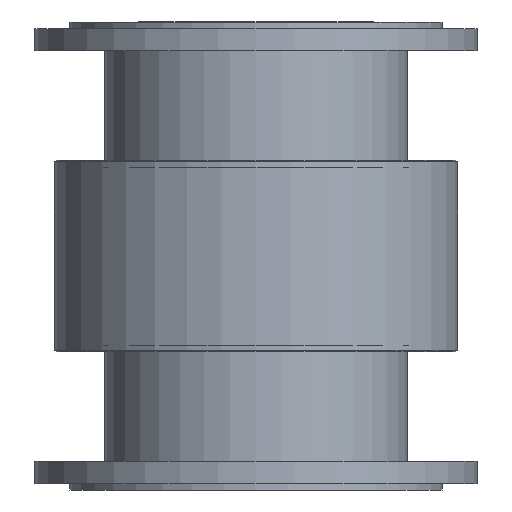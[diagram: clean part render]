
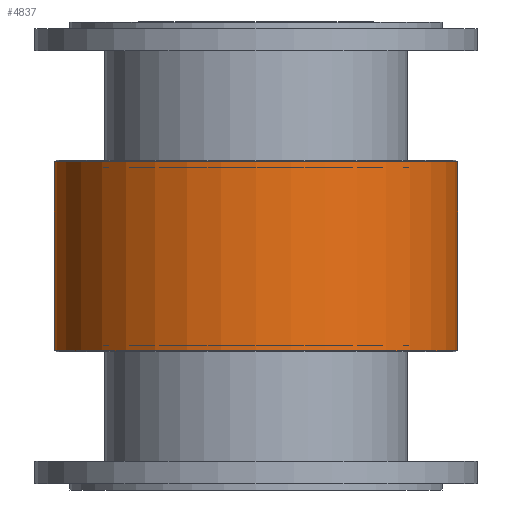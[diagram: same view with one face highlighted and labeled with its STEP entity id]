
A CAD part, front view. The second image highlights one B-rep face of the part: STEP entity #4837.
In plain terms, the highlighted cylindrical face has radius 237 mm (diameter 474 mm), a full revolution.
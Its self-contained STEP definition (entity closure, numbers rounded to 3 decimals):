
#193=B_SPLINE_CURVE_WITH_KNOTS('',3,(#7331,#7332,#7333,#7334,#7335,#7336,
#7337,#7338,#7339,#7340,#7341,#7342,#7343,#7344,#7345,#7346,#7347,#7348,
#7349,#7350,#7351,#7352,#7353,#7354,#7355,#7356,#7357,#7358,#7359,#7360,
#7361,#7362,#7363,#7364),.UNSPECIFIED.,.F.,.F.,(4,2,2,2,2,2,2,2,2,2,2,2,
2,2,2,2,4),(0.,0.377,0.754,1.131,1.508,
1.884,2.261,2.638,3.015,3.392,
3.769,4.146,4.523,4.899,5.276,
5.653,6.03),.UNSPECIFIED.);
#194=B_SPLINE_CURVE_WITH_KNOTS('',3,(#7365,#7366,#7367,#7368,#7369,#7370,
#7371,#7372,#7373,#7374,#7375,#7376,#7377,#7378,#7379,#7380,#7381,#7382,
#7383,#7384,#7385,#7386,#7387,#7388,#7389,#7390,#7391,#7392,#7393,#7394,
#7395,#7396,#7397,#7398),.UNSPECIFIED.,.F.,.F.,(4,2,2,2,2,2,2,2,2,2,2,2,
2,2,2,2,4),(6.03,6.407,6.784,7.161,
7.538,7.914,8.291,8.668,9.045,
9.422,9.799,10.176,10.553,10.929,
11.306,11.683,12.06),.UNSPECIFIED.);
#217=FACE_BOUND('',#738,.T.);
#442=FACE_OUTER_BOUND('',#737,.T.);
#737=EDGE_LOOP('',(#3083,#3084,#3085,#3086));
#738=EDGE_LOOP('',(#3087,#3088));
#1144=LINE('',#7407,#1379);
#1379=VECTOR('',#5811,237.);
#1618=CIRCLE('',#5159,237.);
#1619=CIRCLE('',#5162,237.);
#1939=VERTEX_POINT('',#7328);
#1940=VERTEX_POINT('',#7330);
#1941=VERTEX_POINT('',#7400);
#1942=VERTEX_POINT('',#7405);
#2384=EDGE_CURVE('',#1940,#1939,#193,.T.);
#2385=EDGE_CURVE('',#1939,#1940,#194,.T.);
#2386=EDGE_CURVE('',#1941,#1941,#1618,.T.);
#2388=EDGE_CURVE('',#1942,#1942,#1619,.T.);
#2389=EDGE_CURVE('',#1942,#1941,#1144,.T.);
#3083=ORIENTED_EDGE('',*,*,#2388,.F.);
#3084=ORIENTED_EDGE('',*,*,#2389,.T.);
#3085=ORIENTED_EDGE('',*,*,#2386,.F.);
#3086=ORIENTED_EDGE('',*,*,#2389,.F.);
#3087=ORIENTED_EDGE('',*,*,#2384,.T.);
#3088=ORIENTED_EDGE('',*,*,#2385,.T.);
#4407=CYLINDRICAL_SURFACE('',#5161,237.);
#4837=ADVANCED_FACE('',(#442,#217),#4407,.T.);
#5159=AXIS2_PLACEMENT_3D('',#7401,#5802,#5803);
#5161=AXIS2_PLACEMENT_3D('',#7404,#5807,#5808);
#5162=AXIS2_PLACEMENT_3D('',#7406,#5809,#5810);
#5802=DIRECTION('center_axis',(0.,0.,-1.));
#5803=DIRECTION('ref_axis',(1.,0.,0.));
#5807=DIRECTION('center_axis',(0.,0.,1.));
#5808=DIRECTION('ref_axis',(1.,0.,0.));
#5809=DIRECTION('center_axis',(0.,0.,1.));
#5810=DIRECTION('ref_axis',(1.,0.,0.));
#5811=DIRECTION('',(0.,0.,-1.));
#7328=CARTESIAN_POINT('',(2.037,240.126,0.));
#7330=CARTESIAN_POINT('',(-37.963,240.126,0.));
#7331=CARTESIAN_POINT('Ctrl Pts',(-37.963,240.126,0.));
#7332=CARTESIAN_POINT('Ctrl Pts',(-37.963,240.126,-1.256));
#7333=CARTESIAN_POINT('Ctrl Pts',(-37.843,240.136,-2.555));
#7334=CARTESIAN_POINT('Ctrl Pts',(-37.336,240.178,-5.139));
#7335=CARTESIAN_POINT('Ctrl Pts',(-36.95,240.21,-6.424));
#7336=CARTESIAN_POINT('Ctrl Pts',(-35.929,240.29,-8.887));
#7337=CARTESIAN_POINT('Ctrl Pts',(-35.294,240.338,-10.068));
#7338=CARTESIAN_POINT('Ctrl Pts',(-33.825,240.441,-12.252));
#7339=CARTESIAN_POINT('Ctrl Pts',(-32.992,240.496,-13.255));
#7340=CARTESIAN_POINT('Ctrl Pts',(-31.217,240.602,-15.03));
#7341=CARTESIAN_POINT('Ctrl Pts',(-30.215,240.657,-15.863));
#7342=CARTESIAN_POINT('Ctrl Pts',(-28.031,240.76,-17.331));
#7343=CARTESIAN_POINT('Ctrl Pts',(-26.85,240.808,-17.967));
#7344=CARTESIAN_POINT('Ctrl Pts',(-24.386,240.887,-18.987));
#7345=CARTESIAN_POINT('Ctrl Pts',(-23.102,240.919,-19.373));
#7346=CARTESIAN_POINT('Ctrl Pts',(-20.518,240.961,-19.88));
#7347=CARTESIAN_POINT('Ctrl Pts',(-19.219,240.971,-20.));
#7348=CARTESIAN_POINT('Ctrl Pts',(-16.707,240.971,-20.));
#7349=CARTESIAN_POINT('Ctrl Pts',(-15.408,240.961,-19.88));
#7350=CARTESIAN_POINT('Ctrl Pts',(-12.824,240.919,-19.373));
#7351=CARTESIAN_POINT('Ctrl Pts',(-11.539,240.887,-18.987));
#7352=CARTESIAN_POINT('Ctrl Pts',(-9.076,240.808,-17.967));
#7353=CARTESIAN_POINT('Ctrl Pts',(-7.895,240.76,-17.331));
#7354=CARTESIAN_POINT('Ctrl Pts',(-5.711,240.657,-15.863));
#7355=CARTESIAN_POINT('Ctrl Pts',(-4.708,240.602,-15.03));
#7356=CARTESIAN_POINT('Ctrl Pts',(-2.933,240.496,-13.255));
#7357=CARTESIAN_POINT('Ctrl Pts',(-2.1,240.441,-12.252));
#7358=CARTESIAN_POINT('Ctrl Pts',(-0.632,240.338,-10.068));
#7359=CARTESIAN_POINT('Ctrl Pts',(0.004,240.29,
-8.887));
#7360=CARTESIAN_POINT('Ctrl Pts',(1.024,240.21,-6.424));
#7361=CARTESIAN_POINT('Ctrl Pts',(1.41,240.178,-5.139));
#7362=CARTESIAN_POINT('Ctrl Pts',(1.917,240.136,-2.555));
#7363=CARTESIAN_POINT('Ctrl Pts',(2.037,240.126,-1.256));
#7364=CARTESIAN_POINT('Ctrl Pts',(2.037,240.126,0.));
#7365=CARTESIAN_POINT('Ctrl Pts',(2.037,240.126,0.));
#7366=CARTESIAN_POINT('Ctrl Pts',(2.037,240.126,1.256));
#7367=CARTESIAN_POINT('Ctrl Pts',(1.917,240.136,2.555));
#7368=CARTESIAN_POINT('Ctrl Pts',(1.41,240.178,5.139));
#7369=CARTESIAN_POINT('Ctrl Pts',(1.024,240.21,6.424));
#7370=CARTESIAN_POINT('Ctrl Pts',(0.004,240.29,
8.887));
#7371=CARTESIAN_POINT('Ctrl Pts',(-0.632,240.338,10.068));
#7372=CARTESIAN_POINT('Ctrl Pts',(-2.1,240.441,12.252));
#7373=CARTESIAN_POINT('Ctrl Pts',(-2.933,240.496,13.255));
#7374=CARTESIAN_POINT('Ctrl Pts',(-4.708,240.602,15.03));
#7375=CARTESIAN_POINT('Ctrl Pts',(-5.711,240.657,15.863));
#7376=CARTESIAN_POINT('Ctrl Pts',(-7.895,240.76,17.331));
#7377=CARTESIAN_POINT('Ctrl Pts',(-9.076,240.808,17.967));
#7378=CARTESIAN_POINT('Ctrl Pts',(-11.539,240.887,18.987));
#7379=CARTESIAN_POINT('Ctrl Pts',(-12.824,240.919,19.373));
#7380=CARTESIAN_POINT('Ctrl Pts',(-15.408,240.961,19.88));
#7381=CARTESIAN_POINT('Ctrl Pts',(-16.707,240.971,20.));
#7382=CARTESIAN_POINT('Ctrl Pts',(-19.219,240.971,20.));
#7383=CARTESIAN_POINT('Ctrl Pts',(-20.518,240.961,19.88));
#7384=CARTESIAN_POINT('Ctrl Pts',(-23.102,240.919,19.373));
#7385=CARTESIAN_POINT('Ctrl Pts',(-24.386,240.887,18.987));
#7386=CARTESIAN_POINT('Ctrl Pts',(-26.85,240.808,17.967));
#7387=CARTESIAN_POINT('Ctrl Pts',(-28.031,240.76,17.331));
#7388=CARTESIAN_POINT('Ctrl Pts',(-30.215,240.657,15.863));
#7389=CARTESIAN_POINT('Ctrl Pts',(-31.217,240.602,15.03));
#7390=CARTESIAN_POINT('Ctrl Pts',(-32.992,240.496,13.255));
#7391=CARTESIAN_POINT('Ctrl Pts',(-33.825,240.441,12.252));
#7392=CARTESIAN_POINT('Ctrl Pts',(-35.294,240.338,10.068));
#7393=CARTESIAN_POINT('Ctrl Pts',(-35.929,240.29,8.887));
#7394=CARTESIAN_POINT('Ctrl Pts',(-36.95,240.21,6.424));
#7395=CARTESIAN_POINT('Ctrl Pts',(-37.336,240.178,5.139));
#7396=CARTESIAN_POINT('Ctrl Pts',(-37.843,240.136,2.555));
#7397=CARTESIAN_POINT('Ctrl Pts',(-37.963,240.126,1.256));
#7398=CARTESIAN_POINT('Ctrl Pts',(-37.963,240.126,0.));
#7400=CARTESIAN_POINT('',(-254.963,3.971,-111.));
#7401=CARTESIAN_POINT('Origin',(-17.963,3.971,-111.));
#7404=CARTESIAN_POINT('Origin',(-17.963,3.971,0.));
#7405=CARTESIAN_POINT('',(-254.963,3.971,111.));
#7406=CARTESIAN_POINT('Origin',(-17.963,3.971,111.));
#7407=CARTESIAN_POINT('',(-254.963,3.971,0.));
